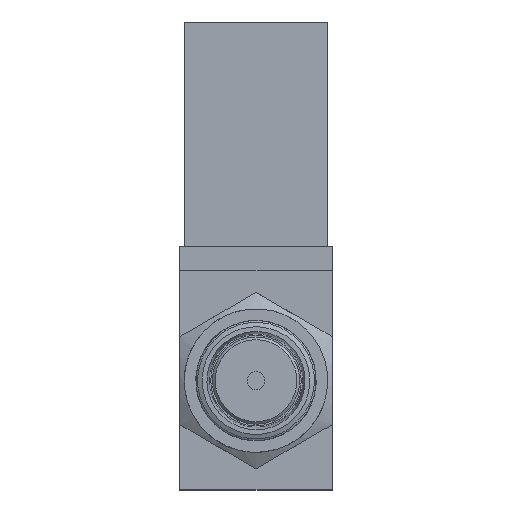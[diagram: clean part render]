
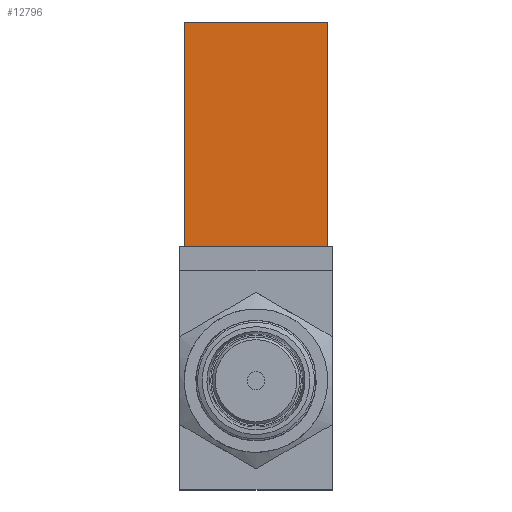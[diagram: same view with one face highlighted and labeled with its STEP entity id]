
A CAD part, left-side view. The second image highlights one B-rep face of the part: STEP entity #12796.
In plain terms, the highlighted planar face has unit normal (-1, 0, 0).
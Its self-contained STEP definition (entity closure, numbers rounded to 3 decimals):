
#12741=CARTESIAN_POINT('',(-3.75,-8.,10.6));
#12742=VERTEX_POINT('',#12741);
#12749=CARTESIAN_POINT('',(-3.75,8.,10.6));
#12750=VERTEX_POINT('',#12749);
#12751=CARTESIAN_POINT('',(-3.75,-8.,10.6));
#12752=DIRECTION('',(0.0,1.0,0.0));
#12753=VECTOR('',#12752,16.);
#12754=LINE('',#12751,#12753);
#12755=EDGE_CURVE('',#12742,#12750,#12754,.T.);
#12766=CARTESIAN_POINT('',(-3.75,0.,23.1));
#12767=DIRECTION('',(-1.0,0.0,0.0));
#12768=DIRECTION('',(0.0,0.0,1.0));
#12769=AXIS2_PLACEMENT_3D('',#12766,#12767,#12768);
#12770=PLANE('',#12769);
#12771=CARTESIAN_POINT('',(-3.75,-8.,35.6));
#12772=VERTEX_POINT('',#12771);
#12773=CARTESIAN_POINT('',(-3.75,-8.,35.6));
#12774=DIRECTION('',(0.0,0.0,-1.0));
#12775=VECTOR('',#12774,25.0);
#12776=LINE('',#12773,#12775);
#12777=EDGE_CURVE('',#12772,#12742,#12776,.T.);
#12778=ORIENTED_EDGE('',*,*,#12777,.F.);
#12779=CARTESIAN_POINT('',(-3.75,8.,35.6));
#12780=VERTEX_POINT('',#12779);
#12781=CARTESIAN_POINT('',(-3.75,8.,35.6));
#12782=DIRECTION('',(0.0,-1.0,0.0));
#12783=VECTOR('',#12782,16.0);
#12784=LINE('',#12781,#12783);
#12785=EDGE_CURVE('',#12780,#12772,#12784,.T.);
#12786=ORIENTED_EDGE('',*,*,#12785,.F.);
#12787=CARTESIAN_POINT('',(-3.75,8.,10.6));
#12788=DIRECTION('',(0.0,0.0,1.0));
#12789=VECTOR('',#12788,25.0);
#12790=LINE('',#12787,#12789);
#12791=EDGE_CURVE('',#12750,#12780,#12790,.T.);
#12792=ORIENTED_EDGE('',*,*,#12791,.F.);
#12793=ORIENTED_EDGE('',*,*,#12755,.F.);
#12794=EDGE_LOOP('',(#12778,#12786,#12792,#12793));
#12795=FACE_OUTER_BOUND('',#12794,.T.);
#12796=ADVANCED_FACE('',(#12795),#12770,.T.);
